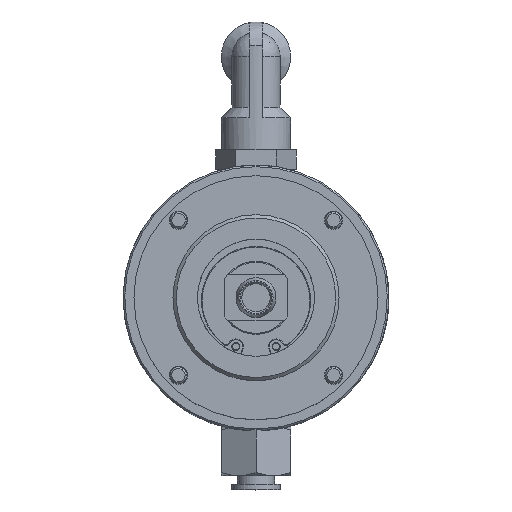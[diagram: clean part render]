
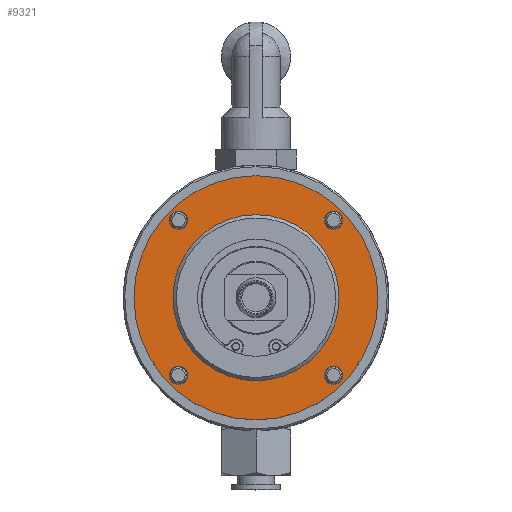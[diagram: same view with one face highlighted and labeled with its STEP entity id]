
A CAD part, top view. The second image highlights one B-rep face of the part: STEP entity #9321.
In plain terms, the highlighted planar face has unit normal (0, 0, 1).
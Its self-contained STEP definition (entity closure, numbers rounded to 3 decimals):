
#224=FACE_BOUND('',#1904,.T.);
#225=FACE_BOUND('',#1905,.T.);
#226=FACE_BOUND('',#1906,.T.);
#227=FACE_BOUND('',#1907,.T.);
#228=FACE_BOUND('',#1908,.T.);
#565=CIRCLE('',#10061,2.75);
#566=CIRCLE('',#10062,2.75);
#569=CIRCLE('',#10066,2.75);
#570=CIRCLE('',#10067,2.75);
#574=CIRCLE('',#10072,2.75);
#575=CIRCLE('',#10073,2.75);
#580=CIRCLE('',#10079,2.75);
#581=CIRCLE('',#10080,2.75);
#594=CIRCLE('',#10101,24.996);
#595=CIRCLE('',#10102,24.996);
#596=CIRCLE('',#10104,36.75);
#597=CIRCLE('',#10105,36.75);
#1345=FACE_OUTER_BOUND('',#1903,.T.);
#1903=EDGE_LOOP('',(#6661,#6662));
#1904=EDGE_LOOP('',(#6663,#6664));
#1905=EDGE_LOOP('',(#6665,#6666));
#1906=EDGE_LOOP('',(#6667,#6668));
#1907=EDGE_LOOP('',(#6669,#6670));
#1908=EDGE_LOOP('',(#6671,#6672));
#3772=VERTEX_POINT('',#14054);
#3773=VERTEX_POINT('',#14056);
#3777=VERTEX_POINT('',#14066);
#3778=VERTEX_POINT('',#14068);
#3784=VERTEX_POINT('',#14082);
#3785=VERTEX_POINT('',#14084);
#3793=VERTEX_POINT('',#14102);
#3794=VERTEX_POINT('',#14104);
#3806=VERTEX_POINT('',#14143);
#3807=VERTEX_POINT('',#14144);
#3808=VERTEX_POINT('',#14149);
#3809=VERTEX_POINT('',#14150);
#4846=EDGE_CURVE('',#3773,#3772,#565,.T.);
#4847=EDGE_CURVE('',#3772,#3773,#566,.T.);
#4852=EDGE_CURVE('',#3778,#3777,#569,.T.);
#4853=EDGE_CURVE('',#3777,#3778,#570,.T.);
#4860=EDGE_CURVE('',#3785,#3784,#574,.T.);
#4861=EDGE_CURVE('',#3784,#3785,#575,.T.);
#4870=EDGE_CURVE('',#3794,#3793,#580,.T.);
#4871=EDGE_CURVE('',#3793,#3794,#581,.T.);
#4889=EDGE_CURVE('',#3806,#3807,#594,.T.);
#4890=EDGE_CURVE('',#3807,#3806,#595,.T.);
#4892=EDGE_CURVE('',#3808,#3809,#596,.T.);
#4893=EDGE_CURVE('',#3809,#3808,#597,.T.);
#6661=ORIENTED_EDGE('',*,*,#4892,.F.);
#6662=ORIENTED_EDGE('',*,*,#4893,.F.);
#6663=ORIENTED_EDGE('',*,*,#4846,.T.);
#6664=ORIENTED_EDGE('',*,*,#4847,.T.);
#6665=ORIENTED_EDGE('',*,*,#4852,.T.);
#6666=ORIENTED_EDGE('',*,*,#4853,.T.);
#6667=ORIENTED_EDGE('',*,*,#4860,.T.);
#6668=ORIENTED_EDGE('',*,*,#4861,.T.);
#6669=ORIENTED_EDGE('',*,*,#4870,.T.);
#6670=ORIENTED_EDGE('',*,*,#4871,.T.);
#6671=ORIENTED_EDGE('',*,*,#4889,.T.);
#6672=ORIENTED_EDGE('',*,*,#4890,.T.);
#8758=PLANE('',#10103);
#9321=ADVANCED_FACE('',(#1345,#224,#225,#226,#227,#228),#8758,.T.);
#10061=AXIS2_PLACEMENT_3D('',#14057,#11400,#11401);
#10062=AXIS2_PLACEMENT_3D('',#14058,#11402,#11403);
#10066=AXIS2_PLACEMENT_3D('',#14069,#11412,#11413);
#10067=AXIS2_PLACEMENT_3D('',#14070,#11414,#11415);
#10072=AXIS2_PLACEMENT_3D('',#14085,#11427,#11428);
#10073=AXIS2_PLACEMENT_3D('',#14086,#11429,#11430);
#10079=AXIS2_PLACEMENT_3D('',#14105,#11445,#11446);
#10080=AXIS2_PLACEMENT_3D('',#14106,#11447,#11448);
#10101=AXIS2_PLACEMENT_3D('',#14145,#11494,#11495);
#10102=AXIS2_PLACEMENT_3D('',#14146,#11496,#11497);
#10103=AXIS2_PLACEMENT_3D('',#14148,#11499,#11500);
#10104=AXIS2_PLACEMENT_3D('',#14151,#11501,#11502);
#10105=AXIS2_PLACEMENT_3D('',#14152,#11503,#11504);
#11400=DIRECTION('center_axis',(0.,0.,-1.));
#11401=DIRECTION('ref_axis',(1.,0.,0.));
#11402=DIRECTION('center_axis',(0.,0.,-1.));
#11403=DIRECTION('ref_axis',(1.,0.,0.));
#11412=DIRECTION('center_axis',(0.,0.,-1.));
#11413=DIRECTION('ref_axis',(1.,0.,0.));
#11414=DIRECTION('center_axis',(0.,0.,-1.));
#11415=DIRECTION('ref_axis',(1.,0.,0.));
#11427=DIRECTION('center_axis',(0.,0.,-1.));
#11428=DIRECTION('ref_axis',(1.,0.,0.));
#11429=DIRECTION('center_axis',(0.,0.,-1.));
#11430=DIRECTION('ref_axis',(1.,0.,0.));
#11445=DIRECTION('center_axis',(0.,0.,-1.));
#11446=DIRECTION('ref_axis',(1.,0.,0.));
#11447=DIRECTION('center_axis',(0.,0.,-1.));
#11448=DIRECTION('ref_axis',(1.,0.,0.));
#11494=DIRECTION('center_axis',(0.,0.,-1.));
#11495=DIRECTION('ref_axis',(0.,1.,0.));
#11496=DIRECTION('center_axis',(0.,0.,-1.));
#11497=DIRECTION('ref_axis',(0.,1.,0.));
#11499=DIRECTION('center_axis',(0.,0.,1.));
#11500=DIRECTION('ref_axis',(1.,0.,0.));
#11501=DIRECTION('center_axis',(0.,0.,-1.));
#11502=DIRECTION('ref_axis',(0.,1.,0.));
#11503=DIRECTION('center_axis',(0.,0.,-1.));
#11504=DIRECTION('ref_axis',(0.,1.,0.));
#14054=CARTESIAN_POINT('',(20.585,-23.335,-4.95));
#14056=CARTESIAN_POINT('',(26.085,-23.335,-4.95));
#14057=CARTESIAN_POINT('Origin',(23.335,-23.335,-4.95));
#14058=CARTESIAN_POINT('Origin',(23.335,-23.335,-4.95));
#14066=CARTESIAN_POINT('',(-26.085,23.335,-4.95));
#14068=CARTESIAN_POINT('',(-20.585,23.335,-4.95));
#14069=CARTESIAN_POINT('Origin',(-23.335,23.335,-4.95));
#14070=CARTESIAN_POINT('Origin',(-23.335,23.335,-4.95));
#14082=CARTESIAN_POINT('',(-26.085,-23.335,-4.95));
#14084=CARTESIAN_POINT('',(-20.585,-23.335,-4.95));
#14085=CARTESIAN_POINT('Origin',(-23.335,-23.335,-4.95));
#14086=CARTESIAN_POINT('Origin',(-23.335,-23.335,-4.95));
#14102=CARTESIAN_POINT('',(20.585,23.335,-4.95));
#14104=CARTESIAN_POINT('',(26.085,23.335,-4.95));
#14105=CARTESIAN_POINT('Origin',(23.335,23.335,-4.95));
#14106=CARTESIAN_POINT('Origin',(23.335,23.335,-4.95));
#14143=CARTESIAN_POINT('',(0.,24.996,-4.95));
#14144=CARTESIAN_POINT('',(0.,-24.996,-4.95));
#14145=CARTESIAN_POINT('Origin',(0.,0.,-4.95));
#14146=CARTESIAN_POINT('Origin',(0.,0.,-4.95));
#14148=CARTESIAN_POINT('Origin',(0.,30.873,-4.95));
#14149=CARTESIAN_POINT('',(0.,36.75,-4.95));
#14150=CARTESIAN_POINT('',(0.,-36.75,-4.95));
#14151=CARTESIAN_POINT('Origin',(0.,0.,-4.95));
#14152=CARTESIAN_POINT('Origin',(0.,0.,-4.95));
